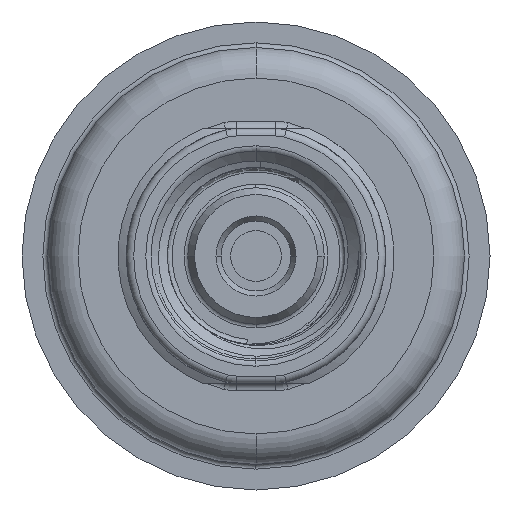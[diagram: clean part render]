
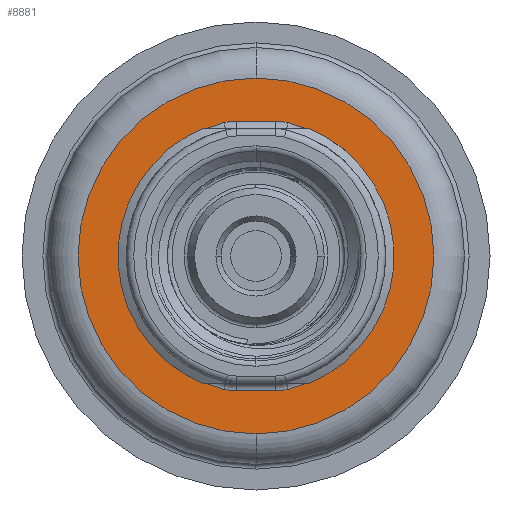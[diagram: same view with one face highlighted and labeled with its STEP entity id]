
A CAD part, front view. The second image highlights one B-rep face of the part: STEP entity #8881.
In plain terms, the highlighted planar face has unit normal (0, -1, 0).
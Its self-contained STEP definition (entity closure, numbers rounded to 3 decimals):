
#171=CARTESIAN_POINT('',(0.,0.,0.));
#172=DIRECTION('',(0.,1.,0.));
#173=DIRECTION('',(0.,0.,-1.));
#174=AXIS2_PLACEMENT_3D('',#171,#172,#173);
#176=CARTESIAN_POINT('',(0.,0.,0.));
#177=DIRECTION('',(0.,-1.,0.));
#178=DIRECTION('',(0.,0.,-1.));
#179=AXIS2_PLACEMENT_3D('',#176,#177,#178);
#181=CARTESIAN_POINT('',(0.,0.,0.));
#182=DIRECTION('',(0.,-1.,0.));
#183=DIRECTION('',(-0.234,0.,0.972));
#184=AXIS2_PLACEMENT_3D('',#181,#182,#183);
#186=CARTESIAN_POINT('',(-2.107,0.,-8.75));
#187=DIRECTION('',(0.,-1.,0.));
#188=DIRECTION('',(-0.234,0.,-0.972));
#189=AXIS2_PLACEMENT_3D('',#186,#187,#188);
#191=DIRECTION('',(1.,0.,0.));
#192=VECTOR('',#191,4.213);
#193=CARTESIAN_POINT('',(-2.107,0.,-14.55));
#194=LINE('',#193,#192);
#195=CARTESIAN_POINT('',(2.107,0.,-8.75));
#196=DIRECTION('',(0.,-1.,0.));
#197=DIRECTION('',(0.,0.,-1.));
#198=AXIS2_PLACEMENT_3D('',#195,#196,#197);
#200=CARTESIAN_POINT('',(0.,0.,0.));
#201=DIRECTION('',(0.,-1.,0.));
#202=DIRECTION('',(0.234,0.,-0.972));
#203=AXIS2_PLACEMENT_3D('',#200,#201,#202);
#205=CARTESIAN_POINT('',(2.107,0.,8.75));
#206=DIRECTION('',(0.,-1.,0.));
#207=DIRECTION('',(0.234,0.,0.972));
#208=AXIS2_PLACEMENT_3D('',#205,#206,#207);
#210=DIRECTION('',(-1.,0.,0.));
#211=VECTOR('',#210,4.213);
#212=CARTESIAN_POINT('',(2.107,0.,14.55));
#213=LINE('',#212,#211);
#214=CARTESIAN_POINT('',(-2.107,0.,8.75));
#215=DIRECTION('',(0.,-1.,0.));
#216=DIRECTION('',(0.,0.,1.));
#217=AXIS2_PLACEMENT_3D('',#214,#215,#216);
#8249=CARTESIAN_POINT('',(0.,0.,-19.2));
#8251=VERTEX_POINT('',#8249);
#8253=CARTESIAN_POINT('',(0.,0.,19.2));
#8255=VERTEX_POINT('',#8253);
#8469=CARTESIAN_POINT('',(-3.464,0.,14.389));
#8470=CARTESIAN_POINT('',(-3.464,0.,-14.389));
#8471=VERTEX_POINT('',#8469);
#8472=VERTEX_POINT('',#8470);
#8477=CARTESIAN_POINT('',(3.464,0.,-14.389));
#8478=CARTESIAN_POINT('',(3.464,0.,14.389));
#8479=VERTEX_POINT('',#8477);
#8480=VERTEX_POINT('',#8478);
#8538=CARTESIAN_POINT('',(2.107,0.,14.55));
#8539=VERTEX_POINT('',#8538);
#8542=CARTESIAN_POINT('',(-2.107,0.,14.55));
#8543=VERTEX_POINT('',#8542);
#8546=CARTESIAN_POINT('',(-2.107,0.,-14.55));
#8547=VERTEX_POINT('',#8546);
#8550=CARTESIAN_POINT('',(2.107,0.,-14.55));
#8551=VERTEX_POINT('',#8550);
#8854=CARTESIAN_POINT('',(0.,0.,0.));
#8855=DIRECTION('',(0.,-1.,0.));
#8856=DIRECTION('',(0.,0.,1.));
#8857=AXIS2_PLACEMENT_3D('',#8854,#8855,#8856);
#8858=PLANE('',#8857);
#8859=ORIENTED_EDGE('',*,*,#8836,.T.);
#8860=ORIENTED_EDGE('',*,*,#8847,.F.);
#8861=EDGE_LOOP('',(#8859,#8860));
#8862=FACE_OUTER_BOUND('',#8861,.F.);
#8864=ORIENTED_EDGE('',*,*,#8863,.T.);
#8866=ORIENTED_EDGE('',*,*,#8865,.T.);
#8868=ORIENTED_EDGE('',*,*,#8867,.T.);
#8870=ORIENTED_EDGE('',*,*,#8869,.T.);
#8872=ORIENTED_EDGE('',*,*,#8871,.T.);
#8874=ORIENTED_EDGE('',*,*,#8873,.T.);
#8876=ORIENTED_EDGE('',*,*,#8875,.T.);
#8878=ORIENTED_EDGE('',*,*,#8877,.T.);
#8879=EDGE_LOOP('',(#8864,#8866,#8868,#8870,#8872,#8874,#8876,#8878));
#8880=FACE_BOUND('',#8879,.F.);
#8881=ADVANCED_FACE('',(#8862,#8880),#8858,.T.);
#175=CIRCLE('',#174,19.2);
#180=CIRCLE('',#179,19.2);
#185=CIRCLE('',#184,14.8);
#190=CIRCLE('',#189,5.8);
#199=CIRCLE('',#198,5.8);
#204=CIRCLE('',#203,14.8);
#209=CIRCLE('',#208,5.8);
#218=CIRCLE('',#217,5.8);
#8836=EDGE_CURVE('',#8251,#8255,#175,.T.);
#8847=EDGE_CURVE('',#8251,#8255,#180,.T.);
#8863=EDGE_CURVE('',#8471,#8472,#185,.T.);
#8865=EDGE_CURVE('',#8472,#8547,#190,.T.);
#8867=EDGE_CURVE('',#8547,#8551,#194,.T.);
#8869=EDGE_CURVE('',#8551,#8479,#199,.T.);
#8871=EDGE_CURVE('',#8479,#8480,#204,.T.);
#8873=EDGE_CURVE('',#8480,#8539,#209,.T.);
#8875=EDGE_CURVE('',#8539,#8543,#213,.T.);
#8877=EDGE_CURVE('',#8543,#8471,#218,.T.);
